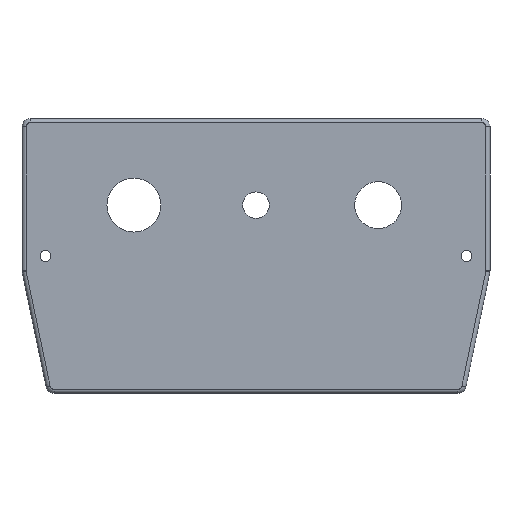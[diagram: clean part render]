
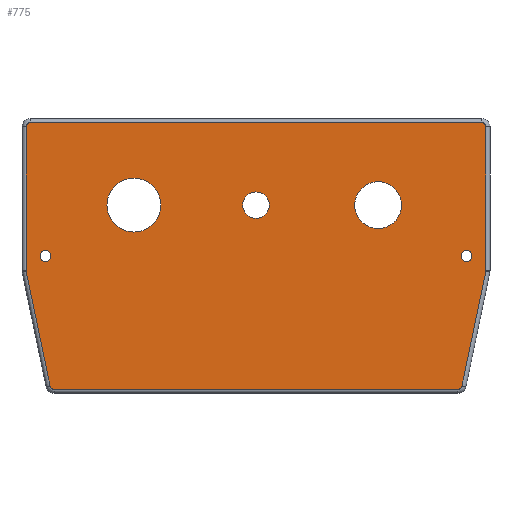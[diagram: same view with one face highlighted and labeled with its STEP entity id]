
A CAD part, front view. The second image highlights one B-rep face of the part: STEP entity #775.
In plain terms, the highlighted planar face has unit normal (0, -1, 0).
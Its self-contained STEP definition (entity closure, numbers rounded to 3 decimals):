
#29=FACE_BOUND('',#130,.T.);
#30=FACE_BOUND('',#131,.T.);
#31=FACE_BOUND('',#132,.T.);
#32=FACE_BOUND('',#133,.T.);
#33=FACE_BOUND('',#134,.T.);
#43=PLANE('',#880);
#77=FACE_OUTER_BOUND('',#129,.T.);
#129=EDGE_LOOP('',(#645,#646,#647,#648,#649,#650,#651,#652,#653,#654,#655,
#656));
#130=EDGE_LOOP('',(#657));
#131=EDGE_LOOP('',(#658));
#132=EDGE_LOOP('',(#659));
#133=EDGE_LOOP('',(#660));
#134=EDGE_LOOP('',(#661));
#169=LINE('',#1257,#222);
#181=LINE('',#1318,#234);
#185=LINE('',#1342,#238);
#189=LINE('',#1367,#242);
#191=LINE('',#1375,#244);
#192=LINE('',#1377,#245);
#222=VECTOR('',#1005,10.);
#234=VECTOR('',#1055,10.);
#238=VECTOR('',#1073,10.);
#242=VECTOR('',#1091,10.);
#244=VECTOR('',#1099,10.);
#245=VECTOR('',#1102,10.);
#268=CIRCLE('',#822,13.25);
#269=CIRCLE('',#824,6.5);
#270=CIRCLE('',#826,11.5);
#278=CIRCLE('',#839,2.);
#295=CIRCLE('',#860,2.);
#300=CIRCLE('',#868,2.);
#305=CIRCLE('',#876,2.);
#307=CIRCLE('',#881,2.);
#308=CIRCLE('',#882,2.);
#309=CIRCLE('',#883,2.65);
#310=CIRCLE('',#884,2.65);
#327=VERTEX_POINT('',#1183);
#328=VERTEX_POINT('',#1187);
#329=VERTEX_POINT('',#1191);
#344=VERTEX_POINT('',#1239);
#345=VERTEX_POINT('',#1241);
#350=VERTEX_POINT('',#1255);
#369=VERTEX_POINT('',#1307);
#371=VERTEX_POINT('',#1316);
#373=VERTEX_POINT('',#1332);
#375=VERTEX_POINT('',#1340);
#376=VERTEX_POINT('',#1354);
#379=VERTEX_POINT('',#1359);
#380=VERTEX_POINT('',#1366);
#382=VERTEX_POINT('',#1372);
#383=VERTEX_POINT('',#1374);
#384=VERTEX_POINT('',#1378);
#385=VERTEX_POINT('',#1380);
#403=EDGE_CURVE('',#327,#327,#268,.T.);
#405=EDGE_CURVE('',#328,#328,#269,.T.);
#407=EDGE_CURVE('',#329,#329,#270,.T.);
#426=EDGE_CURVE('',#344,#345,#278,.T.);
#434=EDGE_CURVE('',#350,#344,#169,.T.);
#456=EDGE_CURVE('',#369,#350,#295,.T.);
#461=EDGE_CURVE('',#371,#369,#181,.T.);
#465=EDGE_CURVE('',#373,#371,#300,.T.);
#469=EDGE_CURVE('',#375,#373,#185,.T.);
#474=EDGE_CURVE('',#379,#376,#305,.T.);
#477=EDGE_CURVE('',#376,#380,#189,.T.);
#480=EDGE_CURVE('',#382,#375,#307,.T.);
#481=EDGE_CURVE('',#383,#382,#191,.T.);
#482=EDGE_CURVE('',#380,#383,#308,.T.);
#483=EDGE_CURVE('',#345,#379,#192,.T.);
#484=EDGE_CURVE('',#384,#384,#309,.T.);
#485=EDGE_CURVE('',#385,#385,#310,.T.);
#645=ORIENTED_EDGE('',*,*,#426,.F.);
#646=ORIENTED_EDGE('',*,*,#434,.F.);
#647=ORIENTED_EDGE('',*,*,#456,.F.);
#648=ORIENTED_EDGE('',*,*,#461,.F.);
#649=ORIENTED_EDGE('',*,*,#465,.F.);
#650=ORIENTED_EDGE('',*,*,#469,.F.);
#651=ORIENTED_EDGE('',*,*,#480,.F.);
#652=ORIENTED_EDGE('',*,*,#481,.F.);
#653=ORIENTED_EDGE('',*,*,#482,.F.);
#654=ORIENTED_EDGE('',*,*,#477,.F.);
#655=ORIENTED_EDGE('',*,*,#474,.F.);
#656=ORIENTED_EDGE('',*,*,#483,.F.);
#657=ORIENTED_EDGE('',*,*,#403,.T.);
#658=ORIENTED_EDGE('',*,*,#405,.T.);
#659=ORIENTED_EDGE('',*,*,#407,.T.);
#660=ORIENTED_EDGE('',*,*,#484,.T.);
#661=ORIENTED_EDGE('',*,*,#485,.T.);
#775=ADVANCED_FACE('',(#77,#29,#30,#31,#32,#33),#43,.F.);
#822=AXIS2_PLACEMENT_3D('',#1185,#941,#942);
#824=AXIS2_PLACEMENT_3D('',#1189,#946,#947);
#826=AXIS2_PLACEMENT_3D('',#1193,#951,#952);
#839=AXIS2_PLACEMENT_3D('',#1242,#988,#989);
#860=AXIS2_PLACEMENT_3D('',#1309,#1043,#1044);
#868=AXIS2_PLACEMENT_3D('',#1334,#1063,#1064);
#876=AXIS2_PLACEMENT_3D('',#1361,#1083,#1084);
#880=AXIS2_PLACEMENT_3D('',#1371,#1095,#1096);
#881=AXIS2_PLACEMENT_3D('',#1373,#1097,#1098);
#882=AXIS2_PLACEMENT_3D('',#1376,#1100,#1101);
#883=AXIS2_PLACEMENT_3D('',#1379,#1103,#1104);
#884=AXIS2_PLACEMENT_3D('',#1381,#1105,#1106);
#941=DIRECTION('center_axis',(0.,1.,0.));
#942=DIRECTION('ref_axis',(0.,0.,1.));
#946=DIRECTION('center_axis',(0.,1.,0.));
#947=DIRECTION('ref_axis',(0.,0.,1.));
#951=DIRECTION('center_axis',(0.,1.,0.));
#952=DIRECTION('ref_axis',(0.,0.,1.));
#988=DIRECTION('center_axis',(0.,1.,0.));
#989=DIRECTION('ref_axis',(-0.707,0.,0.707));
#1005=DIRECTION('',(0.,0.,1.));
#1043=DIRECTION('center_axis',(0.,1.,0.));
#1044=DIRECTION('ref_axis',(-0.995,0.,-0.103));
#1055=DIRECTION('',(-0.204,0.,0.979));
#1063=DIRECTION('center_axis',(0.,1.,0.));
#1064=DIRECTION('ref_axis',(-0.631,0.,-0.776));
#1073=DIRECTION('',(-1.,0.,0.));
#1083=DIRECTION('center_axis',(0.,1.,0.));
#1084=DIRECTION('ref_axis',(0.707,0.,0.707));
#1091=DIRECTION('',(0.,0.,-1.));
#1095=DIRECTION('center_axis',(0.,1.,0.));
#1096=DIRECTION('ref_axis',(1.,0.,0.));
#1097=DIRECTION('center_axis',(0.,1.,0.));
#1098=DIRECTION('ref_axis',(0.631,0.,-0.776));
#1099=DIRECTION('',(-0.204,0.,-0.979));
#1100=DIRECTION('center_axis',(0.,1.,0.));
#1101=DIRECTION('ref_axis',(0.995,0.,-0.103));
#1102=DIRECTION('',(1.,0.,0.));
#1103=DIRECTION('center_axis',(0.,1.,0.));
#1104=DIRECTION('ref_axis',(0.,0.,1.));
#1105=DIRECTION('center_axis',(0.,1.,0.));
#1106=DIRECTION('ref_axis',(0.,0.,1.));
#1183=CARTESIAN_POINT('',(-60.,0.,-138.25));
#1185=CARTESIAN_POINT('Origin',(-60.,0.,-125.));
#1187=CARTESIAN_POINT('',(0.,0.,-131.5));
#1189=CARTESIAN_POINT('Origin',(0.,0.,-125.));
#1191=CARTESIAN_POINT('',(60.,0.,-136.5));
#1193=CARTESIAN_POINT('Origin',(60.,0.,-125.));
#1239=CARTESIAN_POINT('',(-113.,0.,-86.5));
#1241=CARTESIAN_POINT('',(-111.,0.,-84.5));
#1242=CARTESIAN_POINT('Origin',(-111.,0.,-86.5));
#1255=CARTESIAN_POINT('',(-113.,0.,-157.088));
#1257=CARTESIAN_POINT('',(-113.,0.,-183.75));
#1307=CARTESIAN_POINT('',(-112.958,0.,-157.496));
#1309=CARTESIAN_POINT('Origin',(-111.,0.,-157.088));
#1316=CARTESIAN_POINT('',(-101.205,0.,-213.908));
#1318=CARTESIAN_POINT('',(-105.149,0.,-194.979));
#1332=CARTESIAN_POINT('',(-99.247,0.,-215.5));
#1334=CARTESIAN_POINT('Origin',(-99.247,0.,
-213.5));
#1340=CARTESIAN_POINT('',(99.247,0.,-215.5));
#1342=CARTESIAN_POINT('',(51.25,0.,-215.5));
#1354=CARTESIAN_POINT('',(113.,0.,-86.5));
#1359=CARTESIAN_POINT('',(111.,0.,-84.5));
#1361=CARTESIAN_POINT('Origin',(111.,0.,-86.5));
#1366=CARTESIAN_POINT('',(113.,0.,-157.088));
#1367=CARTESIAN_POINT('',(113.,0.,-150.));
#1371=CARTESIAN_POINT('Origin',(0.,0.,-150.));
#1372=CARTESIAN_POINT('',(101.205,0.,-213.908));
#1373=CARTESIAN_POINT('Origin',(99.247,0.,-213.5));
#1374=CARTESIAN_POINT('',(112.958,0.,-157.496));
#1375=CARTESIAN_POINT('',(111.399,0.,-164.979));
#1376=CARTESIAN_POINT('Origin',(111.,0.,-157.088));
#1377=CARTESIAN_POINT('',(-51.25,0.,-84.5));
#1378=CARTESIAN_POINT('',(103.5,0.,-152.65));
#1379=CARTESIAN_POINT('Origin',(103.5,0.,-150.));
#1380=CARTESIAN_POINT('',(-103.5,0.,-152.65));
#1381=CARTESIAN_POINT('Origin',(-103.5,0.,-150.));
